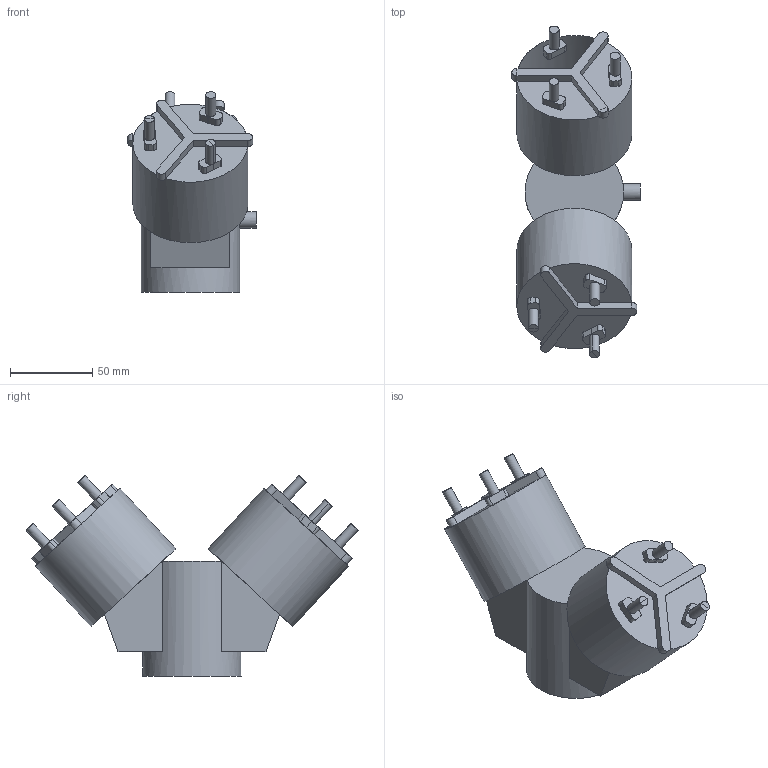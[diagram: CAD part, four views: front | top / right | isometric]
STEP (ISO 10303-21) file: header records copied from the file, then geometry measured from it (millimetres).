
FILE_DESCRIPTION(/* description */ (''),/* implementation_level */ '2;1');
FILE_NAME(/* name */ 'Herramienta.step',/* time_stamp */ '2022-01-31T12:23:57-05:00',/* author */ (''),/* organization */ (''),/* preprocessor_version */ 'ST-DEVELOPER v18.1',/* originating_system */ 'Autodesk Translation Framework v10.10.0.1391',/* authorisation */ '');
FILE_SCHEMA (('AUTOMOTIVE_DESIGN { 1 0 10303 214 3 1 1 }'));
Length unit declared in the file: millimetre
Products named in the file (1): Herramienta
Bounding box: 77.99 x 201.88 x 121.92 mm (x, y, z)
Volume: 673336.3 mm3; surface area: 60308.3 mm2
Topology: 2 solids, 2 shells, 139 faces, 354 edges, 232 vertices
Faces by surface type: plane 86, cylinder 53
Full cylindrical faces by diameter (mm): 5 x1, 6 x4, 10 x1, 60 x1, 70 x2
Entity records: 4314 total; most frequent: CARTESIAN_POINT 794, DIRECTION 758, ORIENTED_EDGE 708, EDGE_CURVE 354, AXIS2_PLACEMENT_3D 268, VERTEX_POINT 232, LINE 222, VECTOR 222
